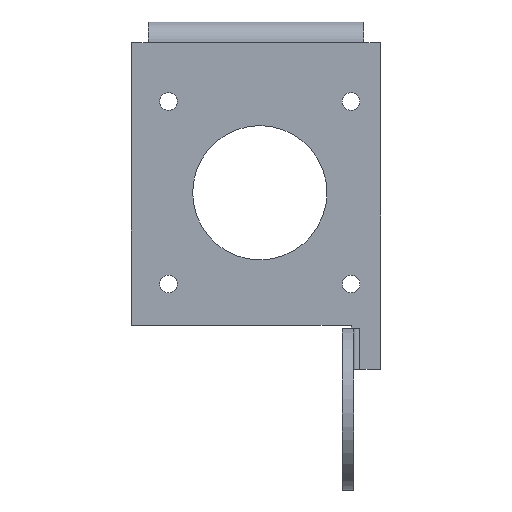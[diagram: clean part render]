
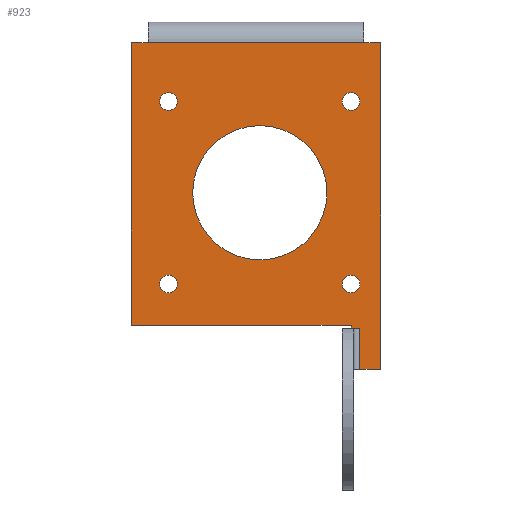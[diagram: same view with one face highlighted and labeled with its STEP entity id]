
A CAD part, left-side view. The second image highlights one B-rep face of the part: STEP entity #923.
In plain terms, the highlighted planar face has unit normal (-1, 0, 0).
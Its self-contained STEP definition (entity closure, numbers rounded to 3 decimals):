
#28=FACE_BOUND('',#158,.T.);
#29=FACE_BOUND('',#159,.T.);
#30=FACE_BOUND('',#160,.T.);
#31=FACE_BOUND('',#161,.T.);
#32=FACE_BOUND('',#162,.T.);
#93=FACE_OUTER_BOUND('',#157,.T.);
#157=EDGE_LOOP('',(#764,#765,#766,#767,#768,#769,#770,#771,#772,#773,#774,
#775,#776,#777,#778,#779,#780,#781));
#158=EDGE_LOOP('',(#782));
#159=EDGE_LOOP('',(#783));
#160=EDGE_LOOP('',(#784));
#161=EDGE_LOOP('',(#785));
#162=EDGE_LOOP('',(#786));
#189=LINE('',#1298,#283);
#193=LINE('',#1305,#287);
#199=LINE('',#1317,#293);
#200=LINE('',#1319,#294);
#202=LINE('',#1323,#296);
#219=LINE('',#1366,#313);
#220=LINE('',#1369,#314);
#223=LINE('',#1374,#317);
#237=LINE('',#1414,#331);
#240=LINE('',#1419,#334);
#243=LINE('',#1424,#337);
#244=LINE('',#1427,#338);
#246=LINE('',#1430,#340);
#248=LINE('',#1449,#342);
#249=LINE('',#1453,#343);
#252=LINE('',#1457,#346);
#254=LINE('',#1461,#348);
#255=LINE('',#1468,#349);
#283=VECTOR('',#1044,10.);
#287=VECTOR('',#1052,10.);
#293=VECTOR('',#1060,10.);
#294=VECTOR('',#1063,10.);
#296=VECTOR('',#1067,10.);
#313=VECTOR('',#1098,10.);
#314=VECTOR('',#1101,10.);
#317=VECTOR('',#1106,10.);
#331=VECTOR('',#1144,10.);
#334=VECTOR('',#1149,10.);
#337=VECTOR('',#1154,10.);
#338=VECTOR('',#1157,10.);
#340=VECTOR('',#1161,10.);
#342=VECTOR('',#1185,10.);
#343=VECTOR('',#1188,10.);
#346=VECTOR('',#1193,10.);
#348=VECTOR('',#1197,10.);
#349=VECTOR('',#1210,10.);
#386=CIRCLE('',#983,1.5);
#387=CIRCLE('',#985,1.5);
#388=CIRCLE('',#987,1.5);
#389=CIRCLE('',#989,1.5);
#390=CIRCLE('',#991,11.4);
#401=VERTEX_POINT('',#1280);
#406=VERTEX_POINT('',#1290);
#409=VERTEX_POINT('',#1304);
#412=VERTEX_POINT('',#1311);
#414=VERTEX_POINT('',#1315);
#415=VERTEX_POINT('',#1322);
#434=VERTEX_POINT('',#1364);
#435=VERTEX_POINT('',#1368);
#436=VERTEX_POINT('',#1372);
#449=VERTEX_POINT('',#1412);
#450=VERTEX_POINT('',#1413);
#451=VERTEX_POINT('',#1418);
#452=VERTEX_POINT('',#1422);
#453=VERTEX_POINT('',#1426);
#454=VERTEX_POINT('',#1432);
#455=VERTEX_POINT('',#1435);
#456=VERTEX_POINT('',#1438);
#457=VERTEX_POINT('',#1441);
#458=VERTEX_POINT('',#1444);
#459=VERTEX_POINT('',#1447);
#460=VERTEX_POINT('',#1451);
#461=VERTEX_POINT('',#1452);
#462=VERTEX_POINT('',#1459);
#491=EDGE_CURVE('',#406,#401,#189,.T.);
#495=EDGE_CURVE('',#409,#401,#193,.T.);
#501=EDGE_CURVE('',#412,#414,#199,.T.);
#502=EDGE_CURVE('',#414,#409,#200,.T.);
#504=EDGE_CURVE('',#412,#415,#202,.T.);
#526=EDGE_CURVE('',#406,#434,#219,.T.);
#527=EDGE_CURVE('',#434,#435,#220,.T.);
#530=EDGE_CURVE('',#435,#436,#223,.T.);
#548=EDGE_CURVE('',#449,#450,#237,.T.);
#551=EDGE_CURVE('',#451,#449,#240,.T.);
#554=EDGE_CURVE('',#452,#451,#243,.T.);
#555=EDGE_CURVE('',#415,#453,#244,.T.);
#557=EDGE_CURVE('',#450,#436,#246,.T.);
#558=EDGE_CURVE('',#454,#454,#386,.T.);
#559=EDGE_CURVE('',#455,#455,#387,.T.);
#560=EDGE_CURVE('',#456,#456,#388,.T.);
#561=EDGE_CURVE('',#457,#457,#389,.T.);
#562=EDGE_CURVE('',#458,#458,#390,.T.);
#564=EDGE_CURVE('',#453,#459,#248,.T.);
#565=EDGE_CURVE('',#460,#461,#249,.T.);
#568=EDGE_CURVE('',#452,#460,#252,.T.);
#570=EDGE_CURVE('',#461,#462,#254,.T.);
#575=EDGE_CURVE('',#462,#459,#255,.T.);
#764=ORIENTED_EDGE('',*,*,#495,.T.);
#765=ORIENTED_EDGE('',*,*,#491,.F.);
#766=ORIENTED_EDGE('',*,*,#526,.T.);
#767=ORIENTED_EDGE('',*,*,#527,.T.);
#768=ORIENTED_EDGE('',*,*,#530,.T.);
#769=ORIENTED_EDGE('',*,*,#557,.F.);
#770=ORIENTED_EDGE('',*,*,#548,.F.);
#771=ORIENTED_EDGE('',*,*,#551,.F.);
#772=ORIENTED_EDGE('',*,*,#554,.F.);
#773=ORIENTED_EDGE('',*,*,#568,.T.);
#774=ORIENTED_EDGE('',*,*,#565,.T.);
#775=ORIENTED_EDGE('',*,*,#570,.T.);
#776=ORIENTED_EDGE('',*,*,#575,.T.);
#777=ORIENTED_EDGE('',*,*,#564,.F.);
#778=ORIENTED_EDGE('',*,*,#555,.F.);
#779=ORIENTED_EDGE('',*,*,#504,.F.);
#780=ORIENTED_EDGE('',*,*,#501,.T.);
#781=ORIENTED_EDGE('',*,*,#502,.T.);
#782=ORIENTED_EDGE('',*,*,#562,.T.);
#783=ORIENTED_EDGE('',*,*,#561,.T.);
#784=ORIENTED_EDGE('',*,*,#560,.T.);
#785=ORIENTED_EDGE('',*,*,#559,.T.);
#786=ORIENTED_EDGE('',*,*,#558,.T.);
#875=PLANE('',#1004);
#923=ADVANCED_FACE('',(#93,#28,#29,#30,#31,#32),#875,.T.);
#983=AXIS2_PLACEMENT_3D('',#1433,#1164,#1165);
#985=AXIS2_PLACEMENT_3D('',#1436,#1168,#1169);
#987=AXIS2_PLACEMENT_3D('',#1439,#1172,#1173);
#989=AXIS2_PLACEMENT_3D('',#1442,#1176,#1177);
#991=AXIS2_PLACEMENT_3D('',#1445,#1180,#1181);
#1004=AXIS2_PLACEMENT_3D('',#1471,#1215,#1216);
#1044=DIRECTION('',(0.,-1.,0.));
#1052=DIRECTION('',(0.,0.,1.));
#1060=DIRECTION('',(0.,0.,-1.));
#1063=DIRECTION('',(0.,1.,0.));
#1067=DIRECTION('',(0.,-1.,0.));
#1098=DIRECTION('',(0.,0.,-1.));
#1101=DIRECTION('',(0.,1.,0.));
#1106=DIRECTION('',(0.,0.,1.));
#1144=DIRECTION('',(0.,0.,1.));
#1149=DIRECTION('',(0.,1.,0.));
#1154=DIRECTION('',(0.,0.,1.));
#1157=DIRECTION('',(0.,0.,-1.));
#1161=DIRECTION('',(0.,-1.,0.));
#1164=DIRECTION('center_axis',(1.,0.,0.));
#1165=DIRECTION('ref_axis',(0.,0.,-1.));
#1168=DIRECTION('center_axis',(1.,0.,0.));
#1169=DIRECTION('ref_axis',(0.,0.,-1.));
#1172=DIRECTION('center_axis',(1.,0.,0.));
#1173=DIRECTION('ref_axis',(0.,0.,-1.));
#1176=DIRECTION('center_axis',(1.,0.,0.));
#1177=DIRECTION('ref_axis',(0.,0.,-1.));
#1180=DIRECTION('center_axis',(1.,0.,0.));
#1181=DIRECTION('ref_axis',(0.,0.,-1.));
#1185=DIRECTION('',(0.,1.,0.));
#1188=DIRECTION('',(0.,0.,-1.));
#1193=DIRECTION('',(0.,-1.,0.));
#1197=DIRECTION('',(0.,1.,0.));
#1210=DIRECTION('',(0.,0.,-1.));
#1215=DIRECTION('center_axis',(-1.,0.,0.));
#1216=DIRECTION('ref_axis',(0.,0.,1.));
#1280=CARTESIAN_POINT('',(-30.003,-10.107,-1.5));
#1290=CARTESIAN_POINT('',(-30.003,26.46,-1.5));
#1298=CARTESIAN_POINT('',(-30.003,-12.973,-1.5));
#1304=CARTESIAN_POINT('',(-30.003,-10.107,-1.51));
#1305=CARTESIAN_POINT('',(-30.003,-10.107,-13.469));
#1311=CARTESIAN_POINT('',(-30.003,-10.117,-1.5));
#1315=CARTESIAN_POINT('',(-30.003,-10.117,-1.51));
#1317=CARTESIAN_POINT('',(-30.003,-10.117,-11.59));
#1319=CARTESIAN_POINT('',(-30.003,-1.03,-1.51));
#1322=CARTESIAN_POINT('',(-30.003,-12.973,-1.5));
#1323=CARTESIAN_POINT('',(-30.003,-12.973,-1.5));
#1364=CARTESIAN_POINT('',(-30.003,26.46,-1.51));
#1366=CARTESIAN_POINT('',(-30.003,26.46,-11.59));
#1368=CARTESIAN_POINT('',(-30.003,26.47,-1.51));
#1369=CARTESIAN_POINT('',(-30.003,17.258,-1.51));
#1372=CARTESIAN_POINT('',(-30.003,26.47,-1.5));
#1374=CARTESIAN_POINT('',(-30.003,26.47,-13.469));
#1412=CARTESIAN_POINT('',(-30.003,29.327,-49.5));
#1413=CARTESIAN_POINT('',(-30.003,29.327,-1.5));
#1414=CARTESIAN_POINT('',(-30.003,29.327,-1.5));
#1418=CARTESIAN_POINT('',(-30.003,-7.973,-49.5));
#1419=CARTESIAN_POINT('',(-30.003,29.327,-49.5));
#1422=CARTESIAN_POINT('',(-30.003,-7.973,-49.99));
#1424=CARTESIAN_POINT('',(-30.003,-7.973,-49.5));
#1426=CARTESIAN_POINT('',(-30.003,-12.973,-57.));
#1427=CARTESIAN_POINT('',(-30.003,-12.973,-57.));
#1430=CARTESIAN_POINT('',(-30.003,-12.973,-1.5));
#1432=CARTESIAN_POINT('',(-30.003,23.027,-10.));
#1433=CARTESIAN_POINT('Origin',(-30.003,23.027,-11.5));
#1435=CARTESIAN_POINT('',(-30.003,-7.973,-10.));
#1436=CARTESIAN_POINT('Origin',(-30.003,-7.973,-11.5));
#1438=CARTESIAN_POINT('',(-30.003,23.027,-41.));
#1439=CARTESIAN_POINT('Origin',(-30.003,23.027,-42.5));
#1441=CARTESIAN_POINT('',(-30.003,-7.973,-41.));
#1442=CARTESIAN_POINT('Origin',(-30.003,-7.973,-42.5));
#1444=CARTESIAN_POINT('',(-30.003,7.526,-15.6));
#1445=CARTESIAN_POINT('Origin',(-30.003,7.526,-27.));
#1447=CARTESIAN_POINT('',(-30.003,-9.45,-57.));
#1449=CARTESIAN_POINT('',(-30.003,-5.973,-57.));
#1451=CARTESIAN_POINT('',(-30.003,-9.46,-49.99));
#1452=CARTESIAN_POINT('',(-30.003,-9.46,-50.));
#1453=CARTESIAN_POINT('',(-30.003,-9.46,-37.709));
#1457=CARTESIAN_POINT('',(-30.003,0.785,-49.99));
#1459=CARTESIAN_POINT('',(-30.003,-9.45,-50.));
#1461=CARTESIAN_POINT('',(-30.003,-0.702,-50.));
#1468=CARTESIAN_POINT('',(-30.003,-9.45,-37.714));
#1471=CARTESIAN_POINT('Origin',(-30.003,8.056,-25.428));
